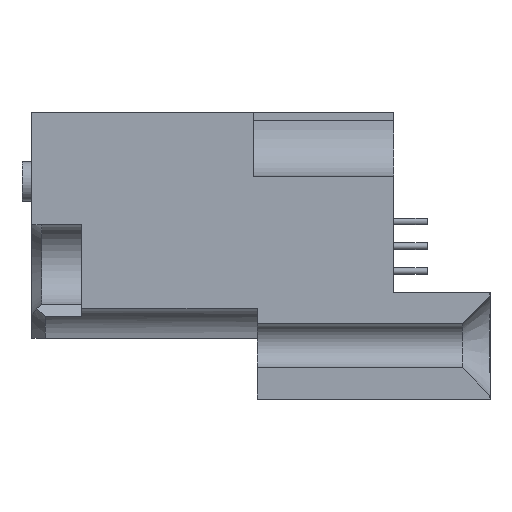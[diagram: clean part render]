
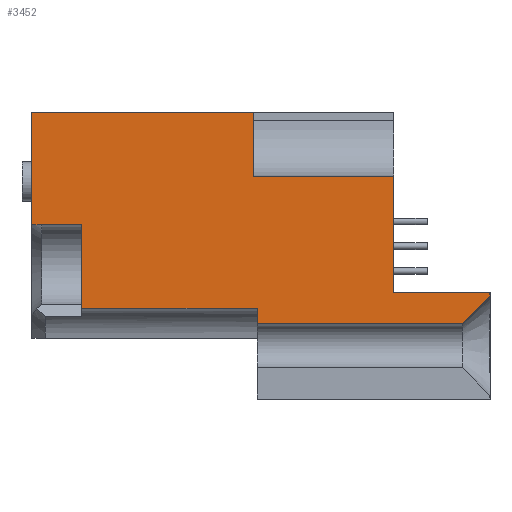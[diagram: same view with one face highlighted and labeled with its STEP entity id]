
A CAD part, left-side view. The second image highlights one B-rep face of the part: STEP entity #3452.
In plain terms, the highlighted planar face has unit normal (-1, 0, 0).
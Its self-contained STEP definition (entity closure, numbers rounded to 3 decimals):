
#2143=(
BOUNDED_CURVE()
B_SPLINE_CURVE(2,(#10476,#10477,#10478),.UNSPECIFIED.,.F.,.F.)
B_SPLINE_CURVE_WITH_KNOTS((3,3),(0.,1.),.UNSPECIFIED.)
CURVE()
GEOMETRIC_REPRESENTATION_ITEM()
RATIONAL_B_SPLINE_CURVE((1.,1.042,1.))
REPRESENTATION_ITEM('')
);
#3452=ADVANCED_FACE('',(#3863),#3654,.T.);
#3654=PLANE('',#7810);
#3863=FACE_OUTER_BOUND('',#4375,.T.);
#4375=EDGE_LOOP('',(#5241,#5242,#5243,#5244,#5245,#5246,#5247,#5248,#5249,
#5250,#5251,#5252,#5253));
#5241=ORIENTED_EDGE('',*,*,#6425,.T.);
#5242=ORIENTED_EDGE('',*,*,#6426,.T.);
#5243=ORIENTED_EDGE('',*,*,#6423,.F.);
#5244=ORIENTED_EDGE('',*,*,#6335,.T.);
#5245=ORIENTED_EDGE('',*,*,#6338,.T.);
#5246=ORIENTED_EDGE('',*,*,#6343,.T.);
#5247=ORIENTED_EDGE('',*,*,#6344,.T.);
#5248=ORIENTED_EDGE('',*,*,#6351,.T.);
#5249=ORIENTED_EDGE('',*,*,#6354,.T.);
#5250=ORIENTED_EDGE('',*,*,#6356,.T.);
#5251=ORIENTED_EDGE('',*,*,#6358,.T.);
#5252=ORIENTED_EDGE('',*,*,#6427,.F.);
#5253=ORIENTED_EDGE('',*,*,#6310,.T.);
#5866=VERTEX_POINT('',#10362);
#5867=VERTEX_POINT('',#10364);
#5888=VERTEX_POINT('',#10429);
#5889=VERTEX_POINT('',#10431);
#5891=VERTEX_POINT('',#10446);
#5894=VERTEX_POINT('',#10454);
#5895=VERTEX_POINT('',#10458);
#5899=VERTEX_POINT('',#10469);
#5901=VERTEX_POINT('',#10475);
#5902=VERTEX_POINT('',#10481);
#5903=VERTEX_POINT('',#10485);
#5948=VERTEX_POINT('',#10649);
#5949=VERTEX_POINT('',#10653);
#6310=EDGE_CURVE('',#5867,#5866,#6523,.T.);
#6335=EDGE_CURVE('',#5889,#5888,#6536,.T.);
#6338=EDGE_CURVE('',#5888,#5891,#6538,.T.);
#6343=EDGE_CURVE('',#5891,#5894,#6540,.T.);
#6344=EDGE_CURVE('',#5894,#5895,#6541,.T.);
#6351=EDGE_CURVE('',#5895,#5899,#6543,.T.);
#6354=EDGE_CURVE('',#5899,#5901,#2143,.T.);
#6356=EDGE_CURVE('',#5901,#5902,#6544,.T.);
#6358=EDGE_CURVE('',#5902,#5903,#6545,.T.);
#6423=EDGE_CURVE('',#5889,#5948,#6579,.T.);
#6425=EDGE_CURVE('',#5866,#5949,#6581,.T.);
#6426=EDGE_CURVE('',#5949,#5948,#6582,.T.);
#6427=EDGE_CURVE('',#5867,#5903,#6583,.T.);
#6523=LINE('',#10363,#6665);
#6536=LINE('',#10430,#6678);
#6538=LINE('',#10445,#6680);
#6540=LINE('',#10455,#6682);
#6541=LINE('',#10457,#6683);
#6543=LINE('',#10470,#6685);
#6544=LINE('',#10482,#6686);
#6545=LINE('',#10487,#6687);
#6579=LINE('',#10648,#6721);
#6581=LINE('',#10652,#6723);
#6582=LINE('',#10654,#6724);
#6583=LINE('',#10655,#6725);
#6665=VECTOR('',#9053,1.);
#6678=VECTOR('',#9104,1.);
#6680=VECTOR('',#9108,1.);
#6682=VECTOR('',#9118,1.);
#6683=VECTOR('',#9121,1.);
#6685=VECTOR('',#9135,1.);
#6686=VECTOR('',#9146,1.);
#6687=VECTOR('',#9151,1.);
#6721=VECTOR('',#9273,1.);
#6723=VECTOR('',#9277,1.);
#6724=VECTOR('',#9278,1.);
#6725=VECTOR('',#9279,1.);
#7810=AXIS2_PLACEMENT_3D('',#10656,#9280,#9281);
#9053=DIRECTION('',(0.,1.,0.));
#9104=DIRECTION('',(0.,-1.,0.));
#9108=DIRECTION('',(0.,0.,-1.));
#9118=DIRECTION('',(0.,-1.,0.));
#9121=DIRECTION('',(0.,0.,-1.));
#9135=DIRECTION('',(0.,-1.,0.));
#9146=DIRECTION('',(0.,0.,1.));
#9151=DIRECTION('',(0.,1.,0.));
#9273=DIRECTION('',(0.,0.,1.));
#9277=DIRECTION('',(0.,0.,1.));
#9278=DIRECTION('',(0.,1.,0.));
#9279=DIRECTION('',(0.,0.,-1.));
#9280=DIRECTION('',(-1.,0.,0.));
#9281=DIRECTION('',(0.,-1.,0.));
#10362=CARTESIAN_POINT('',(-4.645,8.5,3.326));
#10363=CARTESIAN_POINT('',(-4.645,0.,3.326));
#10364=CARTESIAN_POINT('',(-4.645,0.,3.326));
#10429=CARTESIAN_POINT('',(-4.645,18.85,0.4));
#10430=CARTESIAN_POINT('',(-4.645,21.85,0.4));
#10431=CARTESIAN_POINT('',(-4.645,21.85,0.4));
#10445=CARTESIAN_POINT('',(-4.645,18.85,0.4));
#10446=CARTESIAN_POINT('',(-4.645,18.85,-4.652));
#10454=CARTESIAN_POINT('',(-4.645,8.25,-4.652));
#10455=CARTESIAN_POINT('',(-4.645,18.85,-4.652));
#10457=CARTESIAN_POINT('',(-4.645,8.25,-4.652));
#10458=CARTESIAN_POINT('',(-4.645,8.25,-5.579));
#10469=CARTESIAN_POINT('',(-4.645,-4.125,-5.579));
#10470=CARTESIAN_POINT('',(-4.645,8.25,-5.579));
#10475=CARTESIAN_POINT('',(-4.645,-5.8,-3.902));
#10476=CARTESIAN_POINT('',(-4.645,-4.125,-5.579));
#10477=CARTESIAN_POINT('',(-4.645,-4.637,-5.065));
#10478=CARTESIAN_POINT('',(-4.645,-5.8,-3.902));
#10481=CARTESIAN_POINT('',(-4.645,-5.8,-3.677));
#10482=CARTESIAN_POINT('',(-4.645,-5.8,-3.902));
#10485=CARTESIAN_POINT('',(-4.645,0.,-3.677));
#10487=CARTESIAN_POINT('',(-4.645,-5.8,-3.677));
#10648=CARTESIAN_POINT('',(-4.645,21.85,0.4));
#10649=CARTESIAN_POINT('',(-4.645,21.85,7.15));
#10652=CARTESIAN_POINT('',(-4.645,8.5,3.326));
#10653=CARTESIAN_POINT('',(-4.645,8.5,7.15));
#10654=CARTESIAN_POINT('',(-4.645,8.5,7.15));
#10655=CARTESIAN_POINT('',(-4.645,0.,3.326));
#10656=CARTESIAN_POINT('',(-4.645,21.95,-10.223));
